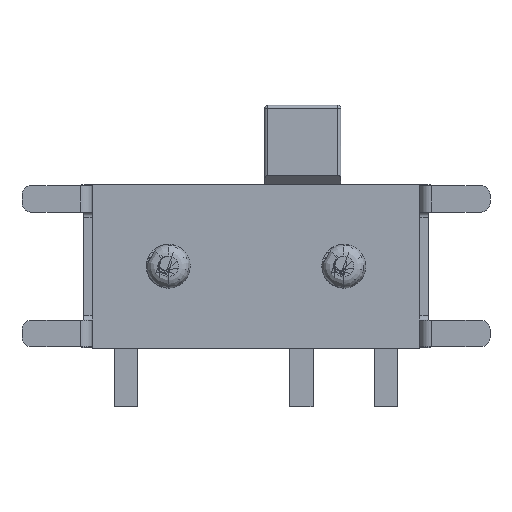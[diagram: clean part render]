
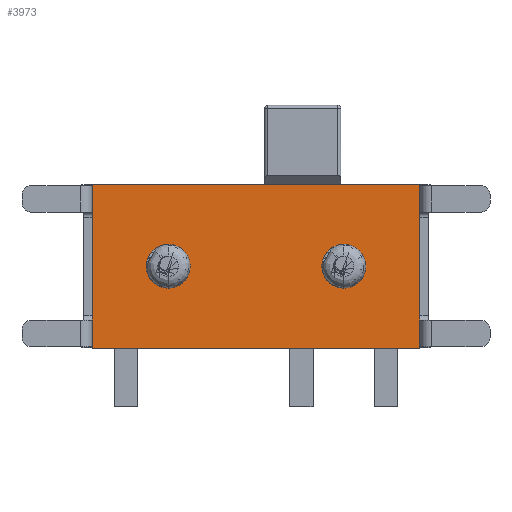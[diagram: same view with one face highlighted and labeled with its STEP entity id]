
A CAD part, front view. The second image highlights one B-rep face of the part: STEP entity #3973.
In plain terms, the highlighted planar face has unit normal (0, -1, 0).
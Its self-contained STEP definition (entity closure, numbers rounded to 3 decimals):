
#3507 = VERTEX_POINT('',#3508);
#3508 = CARTESIAN_POINT('',(1.5,0.,-0.375));
#3514 = EDGE_CURVE('',#3507,#3515,#3517,.T.);
#3515 = VERTEX_POINT('',#3516);
#3516 = CARTESIAN_POINT('',(1.5,0.,0.375));
#3517 = CIRCLE('',#3518,0.375);
#3518 = AXIS2_PLACEMENT_3D('',#3519,#3520,#3521);
#3519 = CARTESIAN_POINT('',(1.5,0.,0.));
#3520 = DIRECTION('',(0.,-1.,0.));
#3521 = DIRECTION('',(0.,0.,-1.));
#3539 = VERTEX_POINT('',#3540);
#3540 = CARTESIAN_POINT('',(-1.5,0.,-0.375));
#3546 = EDGE_CURVE('',#3539,#3547,#3549,.T.);
#3547 = VERTEX_POINT('',#3548);
#3548 = CARTESIAN_POINT('',(-1.5,0.,0.375));
#3549 = CIRCLE('',#3550,0.375);
#3550 = AXIS2_PLACEMENT_3D('',#3551,#3552,#3553);
#3551 = CARTESIAN_POINT('',(-1.5,0.,0.));
#3552 = DIRECTION('',(0.,-1.,0.));
#3553 = DIRECTION('',(0.,0.,-1.));
#3572 = VERTEX_POINT('',#3573);
#3573 = CARTESIAN_POINT('',(-2.8,0.,-1.4));
#3588 = VERTEX_POINT('',#3589);
#3589 = CARTESIAN_POINT('',(2.8,0.,-1.4));
#3595 = EDGE_CURVE('',#3588,#3572,#3596,.T.);
#3596 = LINE('',#3597,#3598);
#3597 = CARTESIAN_POINT('',(-2.8,0.,-1.4));
#3598 = VECTOR('',#3599,1.);
#3599 = DIRECTION('',(-1.,-0.,-0.));
#3810 = VERTEX_POINT('',#3811);
#3811 = CARTESIAN_POINT('',(2.8,0.,1.4));
#3817 = EDGE_CURVE('',#3810,#3588,#3818,.T.);
#3818 = LINE('',#3819,#3820);
#3819 = CARTESIAN_POINT('',(2.8,0.,1.4));
#3820 = VECTOR('',#3821,1.);
#3821 = DIRECTION('',(0.,0.,-1.));
#3889 = EDGE_CURVE('',#3572,#3890,#3892,.T.);
#3890 = VERTEX_POINT('',#3891);
#3891 = CARTESIAN_POINT('',(-2.8,0.,1.4));
#3892 = LINE('',#3893,#3894);
#3893 = CARTESIAN_POINT('',(-2.8,0.,1.4));
#3894 = VECTOR('',#3895,1.);
#3895 = DIRECTION('',(-0.,-0.,1.));
#3962 = EDGE_CURVE('',#3890,#3810,#3963,.T.);
#3963 = LINE('',#3964,#3965);
#3964 = CARTESIAN_POINT('',(-2.8,0.,1.4));
#3965 = VECTOR('',#3966,1.);
#3966 = DIRECTION('',(1.,0.,0.));
#3973 = ADVANCED_FACE('',(#3974,#3984,#3994),#4000,.T.);
#3974 = FACE_BOUND('',#3975,.T.);
#3975 = EDGE_LOOP('',(#3976,#3983));
#3976 = ORIENTED_EDGE('',*,*,#3977,.F.);
#3977 = EDGE_CURVE('',#3515,#3507,#3978,.T.);
#3978 = CIRCLE('',#3979,0.375);
#3979 = AXIS2_PLACEMENT_3D('',#3980,#3981,#3982);
#3980 = CARTESIAN_POINT('',(1.5,0.,0.));
#3981 = DIRECTION('',(0.,-1.,0.));
#3982 = DIRECTION('',(0.,0.,-1.));
#3983 = ORIENTED_EDGE('',*,*,#3514,.F.);
#3984 = FACE_BOUND('',#3985,.T.);
#3985 = EDGE_LOOP('',(#3986,#3993));
#3986 = ORIENTED_EDGE('',*,*,#3987,.F.);
#3987 = EDGE_CURVE('',#3547,#3539,#3988,.T.);
#3988 = CIRCLE('',#3989,0.375);
#3989 = AXIS2_PLACEMENT_3D('',#3990,#3991,#3992);
#3990 = CARTESIAN_POINT('',(-1.5,0.,0.));
#3991 = DIRECTION('',(0.,-1.,0.));
#3992 = DIRECTION('',(0.,0.,-1.));
#3993 = ORIENTED_EDGE('',*,*,#3546,.F.);
#3994 = FACE_BOUND('',#3995,.T.);
#3995 = EDGE_LOOP('',(#3996,#3997,#3998,#3999));
#3996 = ORIENTED_EDGE('',*,*,#3817,.F.);
#3997 = ORIENTED_EDGE('',*,*,#3962,.F.);
#3998 = ORIENTED_EDGE('',*,*,#3889,.F.);
#3999 = ORIENTED_EDGE('',*,*,#3595,.F.);
#4000 = PLANE('',#4001);
#4001 = AXIS2_PLACEMENT_3D('',#4002,#4003,#4004);
#4002 = CARTESIAN_POINT('',(0.,0.,0.));
#4003 = DIRECTION('',(0.,-1.,0.));
#4004 = DIRECTION('',(0.,-0.,-1.));
